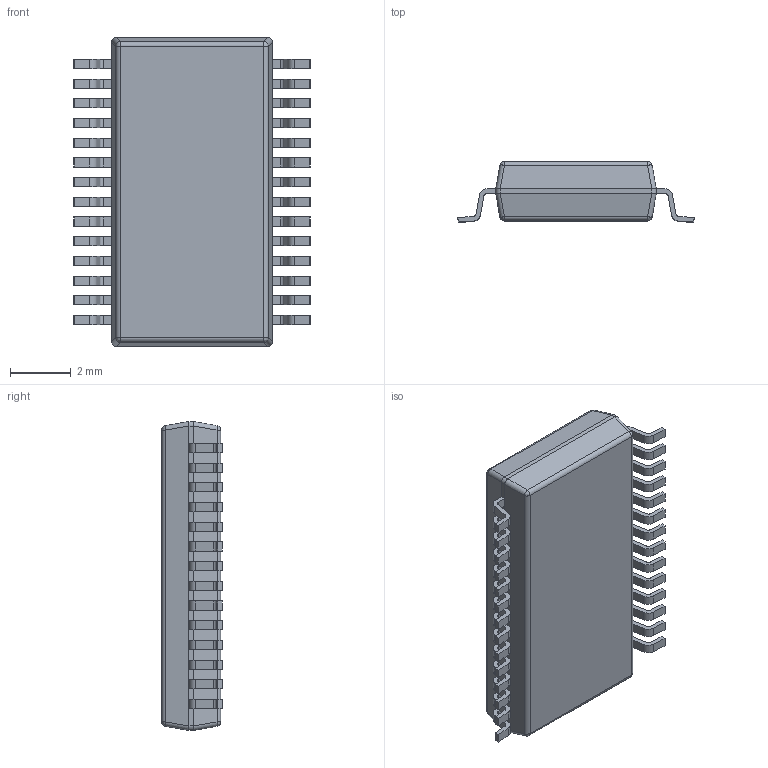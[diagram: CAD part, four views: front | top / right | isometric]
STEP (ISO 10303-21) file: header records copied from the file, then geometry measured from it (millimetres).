
FILE_DESCRIPTION (( 'STEP AP214' ), '1' );
FILE_NAME ('DB28.STEP', '2025-06-22T10:20:17', ( '' ), ( '' ), 'SwSTEP 2.0', 'SolidWorks 2021', '' );
FILE_SCHEMA (( 'AUTOMOTIVE_DESIGN' ));
Length unit declared in the file: millimetre
Products named in the file (1): DB28
Bounding box: 7.8 x 2 x 10.2 mm (x, y, z)
Volume: 103.2 mm3; surface area: 206.8 mm2
Topology: 30 solids, 30 shells, 441 faces, 1116 edges, 736 vertices
Faces by surface type: plane 297, cylinder 136, bspline 8
Entity records: 13579 total; most frequent: CARTESIAN_POINT 2444, ORIENTED_EDGE 2232, DIRECTION 2230, EDGE_CURVE 1116, LINE 850, VECTOR 850, VERTEX_POINT 736, AXIS2_PLACEMENT_3D 690
